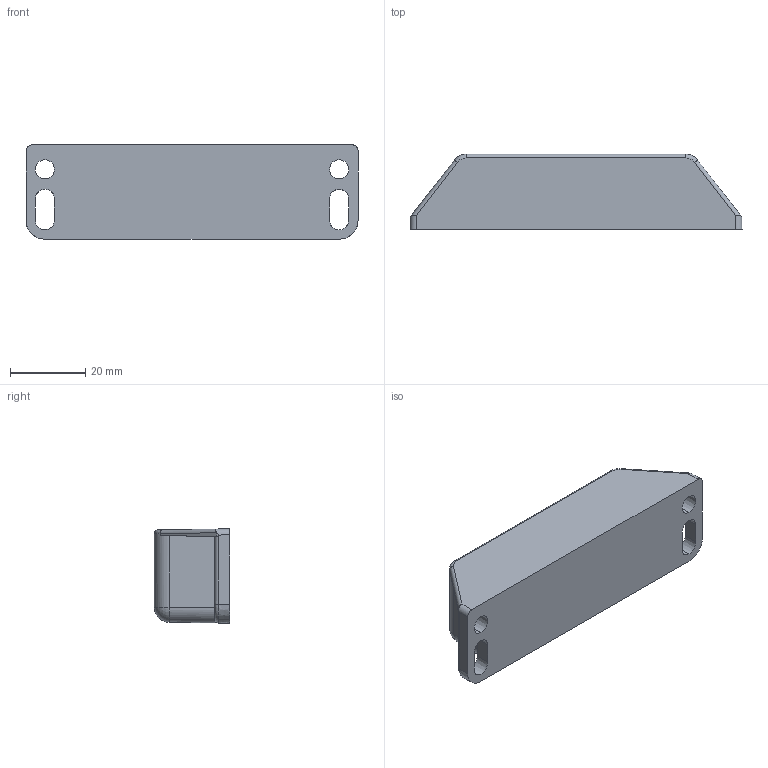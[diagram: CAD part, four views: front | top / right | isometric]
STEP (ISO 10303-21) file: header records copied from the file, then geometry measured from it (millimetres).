
FILE_DESCRIPTION (( 'STEP AP214' ), '1' );
FILE_NAME ('RSSG Orange ABS actuator.STEP', '2018-01-26T15:59:48', ( '' ), ( '' ), 'SwSTEP 2.0', 'SolidWorks 2013', '' );
FILE_SCHEMA (( 'AUTOMOTIVE_DESIGN' ));
Length unit declared in the file: millimetre
Products named in the file (1): RSSG Orange ABS actuator
Bounding box: 88 x 20 x 25 mm (x, y, z)
Volume: 34036.7 mm3; surface area: 8104.4 mm2
Topology: 1 solids, 1 shells, 54 faces, 142 edges, 88 vertices
Faces by surface type: plane 20, cylinder 16, cone 12, sphere 2, torus 2, bspline 2
Entity records: 1760 total; most frequent: CARTESIAN_POINT 429, ORIENTED_EDGE 280, DIRECTION 262, EDGE_CURVE 140, AXIS2_PLACEMENT_3D 93, VERTEX_POINT 88, LINE 76, VECTOR 76
